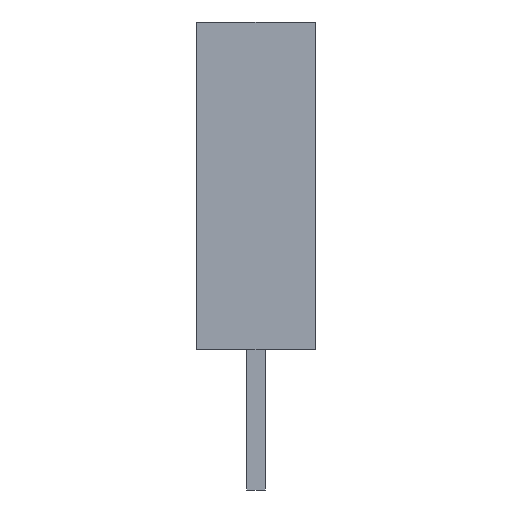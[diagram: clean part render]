
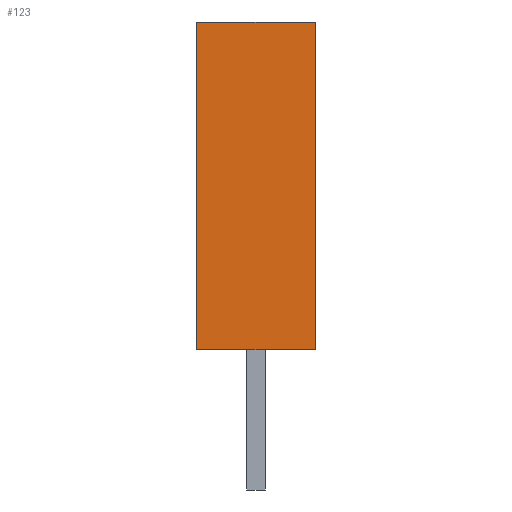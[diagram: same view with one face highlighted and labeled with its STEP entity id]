
A CAD part, front view. The second image highlights one B-rep face of the part: STEP entity #123.
In plain terms, the highlighted planar face has unit normal (0, -1, 0).
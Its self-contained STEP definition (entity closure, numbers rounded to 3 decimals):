
#13=DIRECTION('',(0.,0.,1.));
#14=DIRECTION('',(1.,0.,0.));
#99=EDGE_CURVE('',#100,#102,#104,.T.);
#100=VERTEX_POINT('',#101);
#101=CARTESIAN_POINT('',(-1.27,-1.271,0.));
#102=VERTEX_POINT('',#103);
#103=CARTESIAN_POINT('',(-1.27,-1.271,7.));
#104=LINE('',#101,#105);
#105=VECTOR('',#13,1.);
#112=DIRECTION('',(0.,1.,0.));
#123=ADVANCED_FACE('',(#124),#141,.F.);
#124=FACE_BOUND('',#125,.F.);
#125=EDGE_LOOP('',(#126,#132,#133,#138));
#126=ORIENTED_EDGE('',*,*,#127,.F.);
#127=EDGE_CURVE('',#100,#128,#130,.T.);
#128=VERTEX_POINT('',#129);
#129=CARTESIAN_POINT('',(1.27,-1.271,0.));
#130=LINE('',#101,#131);
#131=VECTOR('',#14,1.);
#132=ORIENTED_EDGE('',*,*,#99,.T.);
#133=ORIENTED_EDGE('',*,*,#134,.T.);
#134=EDGE_CURVE('',#102,#135,#137,.T.);
#135=VERTEX_POINT('',#136);
#136=CARTESIAN_POINT('',(1.27,-1.271,7.));
#137=LINE('',#103,#131);
#138=ORIENTED_EDGE('',*,*,#139,.F.);
#139=EDGE_CURVE('',#128,#135,#140,.T.);
#140=LINE('',#129,#105);
#141=PLANE('',#142);
#142=AXIS2_PLACEMENT_3D('',#101,#112,#13);
